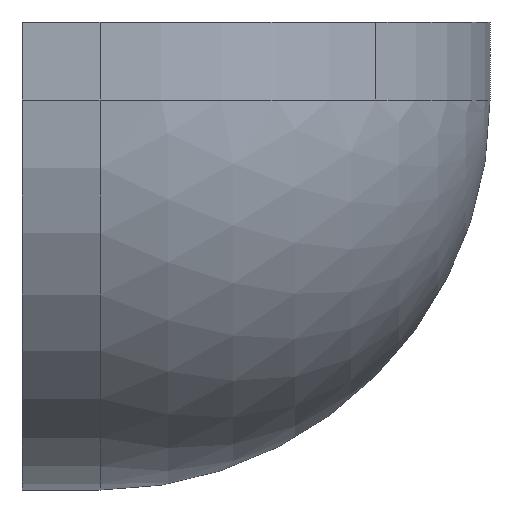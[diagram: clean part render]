
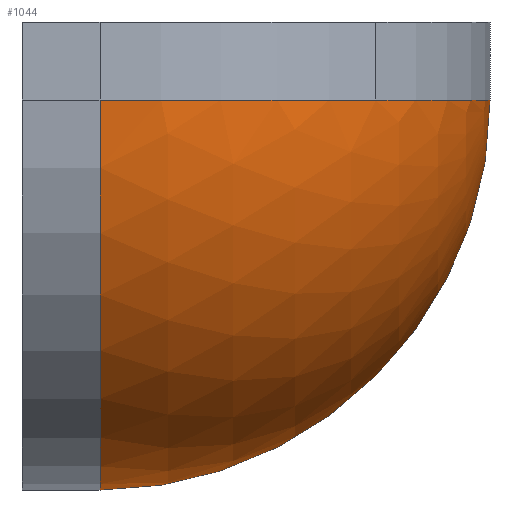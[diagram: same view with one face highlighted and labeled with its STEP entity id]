
A CAD part, left-side view. The second image highlights one B-rep face of the part: STEP entity #1044.
In plain terms, the highlighted spherical face has radius 25 mm.
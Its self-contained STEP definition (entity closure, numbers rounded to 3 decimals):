
#445=SPHERICAL_SURFACE('',#1003,25.);
#452=CIRCLE('',#1002,25.);
#453=CIRCLE('',#1004,25.);
#454=CIRCLE('',#1005,25.);
#455=CIRCLE('',#1006,25.);
#456=CIRCLE('',#1007,25.);
#566=ORIENTED_EDGE('',*,*,#693,.F.);
#567=ORIENTED_EDGE('',*,*,#694,.F.);
#568=ORIENTED_EDGE('',*,*,#695,.F.);
#569=ORIENTED_EDGE('',*,*,#696,.F.);
#570=ORIENTED_EDGE('',*,*,#691,.F.);
#651=VERTEX_POINT('',#936);
#653=VERTEX_POINT('',#942);
#654=VERTEX_POINT('',#946);
#655=VERTEX_POINT('',#948);
#656=VERTEX_POINT('',#950);
#691=EDGE_CURVE('',#651,#653,#452,.T.);
#693=EDGE_CURVE('',#654,#651,#453,.T.);
#694=EDGE_CURVE('',#655,#654,#454,.T.);
#695=EDGE_CURVE('',#656,#655,#455,.T.);
#696=EDGE_CURVE('',#653,#656,#456,.T.);
#721=EDGE_LOOP('',(#566,#567,#568,#569,#570));
#742=FACE_BOUND('',#721,.T.);
#801=DIRECTION('',(0.,0.,-1.));
#802=DIRECTION('',(0.,-25.,0.));
#804=DIRECTION('',(0.,0.,1.));
#805=DIRECTION('',(1.,0.,0.));
#806=DIRECTION('',(1.,0.,0.));
#807=DIRECTION('',(0.,-17.678,17.678));
#808=DIRECTION('',(1.,0.,0.));
#809=DIRECTION('',(0.,0.,25.));
#810=DIRECTION('',(0.,1.,0.));
#811=DIRECTION('',(-17.678,0.,17.678));
#812=DIRECTION('',(0.,1.,0.));
#813=DIRECTION('',(-25.,0.,0.));
#936=CARTESIAN_POINT('',(-5.,-15.,-10.));
#942=CARTESIAN_POINT('',(-30.,10.,-10.));
#943=CARTESIAN_POINT('',(-5.,10.,-10.));
#945=CARTESIAN_POINT('',(-5.,10.,-10.));
#946=CARTESIAN_POINT('',(-5.,-7.678,7.678));
#947=CARTESIAN_POINT('',(-5.,10.,-10.));
#948=CARTESIAN_POINT('',(-5.,10.,15.));
#949=CARTESIAN_POINT('',(-5.,10.,-10.));
#950=CARTESIAN_POINT('',(-22.678,10.,7.678));
#951=CARTESIAN_POINT('',(-5.,10.,-10.));
#952=CARTESIAN_POINT('',(-5.,10.,-10.));
#1002=AXIS2_PLACEMENT_3D('',#943,#801,#802);
#1003=AXIS2_PLACEMENT_3D('',#945,#804,#805);
#1004=AXIS2_PLACEMENT_3D('',#947,#806,#807);
#1005=AXIS2_PLACEMENT_3D('',#949,#808,#809);
#1006=AXIS2_PLACEMENT_3D('',#951,#810,#811);
#1007=AXIS2_PLACEMENT_3D('',#952,#812,#813);
#1044=ADVANCED_FACE('',(#742),#445,.T.);
